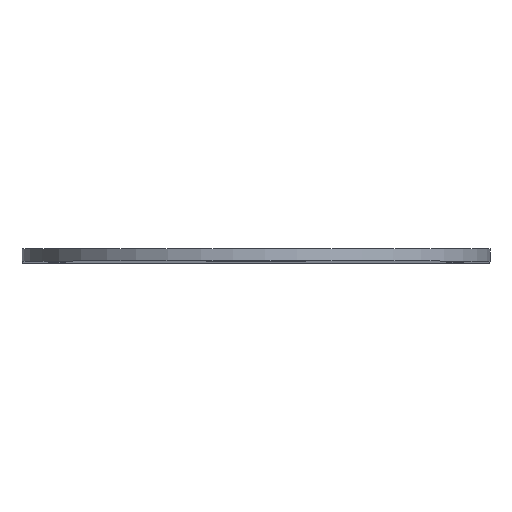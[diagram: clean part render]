
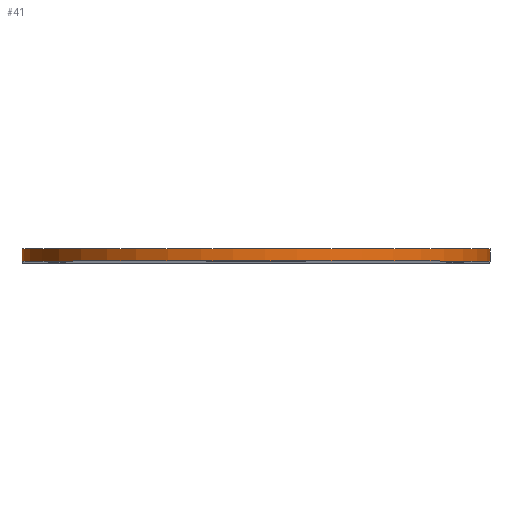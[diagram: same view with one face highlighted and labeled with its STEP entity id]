
A CAD part, top view. The second image highlights one B-rep face of the part: STEP entity #41.
In plain terms, the highlighted cylindrical face has radius 57 mm (diameter 114 mm), a partial arc.
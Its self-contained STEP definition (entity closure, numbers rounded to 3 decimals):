
#41=ADVANCED_FACE('',(#73),#578,.T.);
#73=FACE_OUTER_BOUND('',#105,.T.);
#105=EDGE_LOOP('',(#170,#171,#172,#173));
#170=ORIENTED_EDGE('',*,*,#348,.T.);
#171=ORIENTED_EDGE('',*,*,#341,.T.);
#172=ORIENTED_EDGE('',*,*,#349,.F.);
#173=ORIENTED_EDGE('',*,*,#346,.F.);
#341=EDGE_CURVE('',#518,#521,#431,.T.);
#346=EDGE_CURVE('',#524,#525,#436,.T.);
#348=EDGE_CURVE('',#524,#518,#438,.T.);
#349=EDGE_CURVE('',#525,#521,#439,.T.);
#431=(
BOUNDED_CURVE()
B_SPLINE_CURVE(1,(#868,#869),.UNSPECIFIED.,.F.,.F.)
B_SPLINE_CURVE_WITH_KNOTS((2,2),(0.,3.),.UNSPECIFIED.)
CURVE()
GEOMETRIC_REPRESENTATION_ITEM()
RATIONAL_B_SPLINE_CURVE((1.,1.))
REPRESENTATION_ITEM('')
);
#436=(
BOUNDED_CURVE()
B_SPLINE_CURVE(1,(#881,#882),.UNSPECIFIED.,.F.,.F.)
B_SPLINE_CURVE_WITH_KNOTS((2,2),(0.,3.),.UNSPECIFIED.)
CURVE()
GEOMETRIC_REPRESENTATION_ITEM()
RATIONAL_B_SPLINE_CURVE((1.,1.))
REPRESENTATION_ITEM('')
);
#438=(
BOUNDED_CURVE()
B_SPLINE_CURVE(2,(#886,#887,#888,#889,#890),.UNSPECIFIED.,.F.,.F.)
B_SPLINE_CURVE_WITH_KNOTS((3,2,3),(-1775.071,-1685.535,
-1596.),.UNSPECIFIED.)
CURVE()
GEOMETRIC_REPRESENTATION_ITEM()
RATIONAL_B_SPLINE_CURVE((1.,0.707,1.,0.707,1.))
REPRESENTATION_ITEM('')
);
#439=(
BOUNDED_CURVE()
B_SPLINE_CURVE(2,(#891,#892,#893,#894,#895),.UNSPECIFIED.,.F.,.F.)
B_SPLINE_CURVE_WITH_KNOTS((3,2,3),(-1775.071,-1685.535,
-1596.),.UNSPECIFIED.)
CURVE()
GEOMETRIC_REPRESENTATION_ITEM()
RATIONAL_B_SPLINE_CURVE((1.,0.707,1.,0.707,1.))
REPRESENTATION_ITEM('')
);
#518=VERTEX_POINT('',#800);
#521=VERTEX_POINT('',#803);
#524=VERTEX_POINT('',#806);
#525=VERTEX_POINT('',#807);
#578=CYLINDRICAL_SURFACE('',#701,57.);
#701=AXIS2_PLACEMENT_3D('',#771,#736,$);
#736=DIRECTION('',(0.,-1.,0.));
#771=CARTESIAN_POINT('',(0.,167.5,392.));
#800=CARTESIAN_POINT('',(-57.,169.,392.));
#803=CARTESIAN_POINT('',(-57.,166.,392.));
#806=CARTESIAN_POINT('',(57.,169.,392.));
#807=CARTESIAN_POINT('',(57.,166.,392.));
#868=CARTESIAN_POINT('',(-57.,169.,392.));
#869=CARTESIAN_POINT('',(-57.,166.,392.));
#881=CARTESIAN_POINT('',(57.,169.,392.));
#882=CARTESIAN_POINT('',(57.,166.,392.));
#886=CARTESIAN_POINT('',(57.,169.,392.));
#887=CARTESIAN_POINT('',(57.,169.,449.));
#888=CARTESIAN_POINT('',(0.,169.,449.));
#889=CARTESIAN_POINT('',(-57.,169.,449.));
#890=CARTESIAN_POINT('',(-57.,169.,392.));
#891=CARTESIAN_POINT('',(57.,166.,392.));
#892=CARTESIAN_POINT('',(57.,166.,449.));
#893=CARTESIAN_POINT('',(0.,166.,449.));
#894=CARTESIAN_POINT('',(-57.,166.,449.));
#895=CARTESIAN_POINT('',(-57.,166.,392.));
